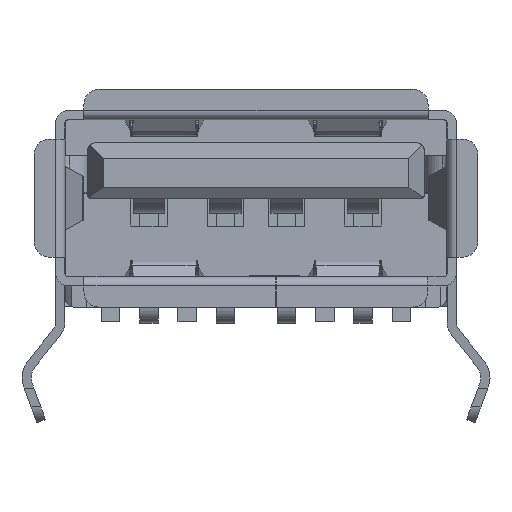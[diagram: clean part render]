
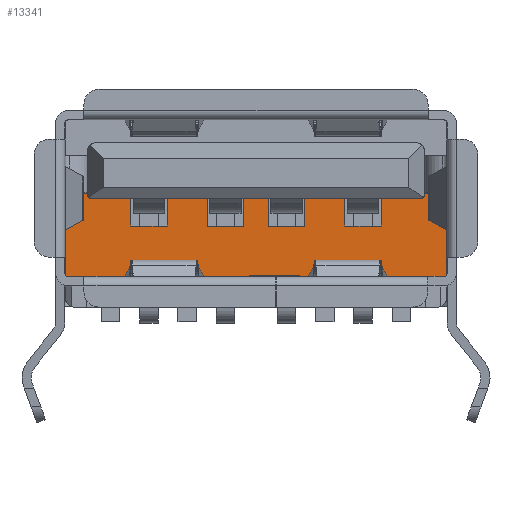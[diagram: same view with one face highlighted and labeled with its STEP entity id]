
A CAD part, front view. The second image highlights one B-rep face of the part: STEP entity #13341.
In plain terms, the highlighted planar face has unit normal (0, -1, 0).
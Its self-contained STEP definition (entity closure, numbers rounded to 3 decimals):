
#751=CIRCLE('',#14589,0.1);
#752=CIRCLE('',#14590,0.1);
#3677=ORIENTED_EDGE('',*,*,#6190,.T.);
#3678=ORIENTED_EDGE('',*,*,#6191,.T.);
#3679=ORIENTED_EDGE('',*,*,#6168,.T.);
#3680=ORIENTED_EDGE('',*,*,#6178,.T.);
#3681=ORIENTED_EDGE('',*,*,#6192,.F.);
#3682=ORIENTED_EDGE('',*,*,#6193,.F.);
#3683=ORIENTED_EDGE('',*,*,#6194,.T.);
#3684=ORIENTED_EDGE('',*,*,#6195,.F.);
#3685=ORIENTED_EDGE('',*,*,#6196,.F.);
#3686=ORIENTED_EDGE('',*,*,#6197,.F.);
#3687=ORIENTED_EDGE('',*,*,#6198,.F.);
#3688=ORIENTED_EDGE('',*,*,#6199,.F.);
#3689=ORIENTED_EDGE('',*,*,#6200,.F.);
#3690=ORIENTED_EDGE('',*,*,#6201,.F.);
#3691=ORIENTED_EDGE('',*,*,#6202,.F.);
#3692=ORIENTED_EDGE('',*,*,#6203,.F.);
#3693=ORIENTED_EDGE('',*,*,#6204,.T.);
#3694=ORIENTED_EDGE('',*,*,#6205,.T.);
#3695=ORIENTED_EDGE('',*,*,#6206,.T.);
#3696=ORIENTED_EDGE('',*,*,#6207,.F.);
#3697=ORIENTED_EDGE('',*,*,#6208,.T.);
#3698=ORIENTED_EDGE('',*,*,#6209,.T.);
#3699=ORIENTED_EDGE('',*,*,#6210,.T.);
#3700=ORIENTED_EDGE('',*,*,#6211,.F.);
#3701=ORIENTED_EDGE('',*,*,#6212,.T.);
#3702=ORIENTED_EDGE('',*,*,#6213,.F.);
#3703=ORIENTED_EDGE('',*,*,#6214,.T.);
#3704=ORIENTED_EDGE('',*,*,#6115,.T.);
#3705=ORIENTED_EDGE('',*,*,#6161,.T.);
#3706=ORIENTED_EDGE('',*,*,#6215,.T.);
#6115=EDGE_CURVE('',#7532,#7531,#8871,.T.);
#6161=EDGE_CURVE('',#7531,#7574,#8916,.T.);
#6168=EDGE_CURVE('',#7580,#7579,#8923,.T.);
#6178=EDGE_CURVE('',#7579,#7589,#8933,.T.);
#6190=EDGE_CURVE('',#7599,#7600,#8945,.T.);
#6191=EDGE_CURVE('',#7600,#7580,#8946,.T.);
#6192=EDGE_CURVE('',#7601,#7589,#8947,.T.);
#6193=EDGE_CURVE('',#7602,#7601,#8948,.T.);
#6194=EDGE_CURVE('',#7602,#7603,#751,.F.);
#6195=EDGE_CURVE('',#7604,#7603,#8949,.T.);
#6196=EDGE_CURVE('',#7605,#7604,#8950,.T.);
#6197=EDGE_CURVE('',#7606,#7605,#8951,.T.);
#6198=EDGE_CURVE('',#7607,#7606,#8952,.T.);
#6199=EDGE_CURVE('',#7608,#7607,#8953,.T.);
#6200=EDGE_CURVE('',#7609,#7608,#8954,.T.);
#6201=EDGE_CURVE('',#7610,#7609,#8955,.T.);
#6202=EDGE_CURVE('',#7611,#7610,#8956,.T.);
#6203=EDGE_CURVE('',#7612,#7611,#8957,.T.);
#6204=EDGE_CURVE('',#7612,#7613,#8958,.T.);
#6205=EDGE_CURVE('',#7613,#7614,#8959,.T.);
#6206=EDGE_CURVE('',#7614,#7615,#8960,.T.);
#6207=EDGE_CURVE('',#7616,#7615,#8961,.T.);
#6208=EDGE_CURVE('',#7616,#7617,#8962,.T.);
#6209=EDGE_CURVE('',#7617,#7618,#8963,.T.);
#6210=EDGE_CURVE('',#7618,#7619,#8964,.T.);
#6211=EDGE_CURVE('',#7620,#7619,#8965,.T.);
#6212=EDGE_CURVE('',#7620,#7621,#752,.F.);
#6213=EDGE_CURVE('',#7622,#7621,#8966,.T.);
#6214=EDGE_CURVE('',#7622,#7532,#8967,.T.);
#6215=EDGE_CURVE('',#7574,#7599,#8968,.T.);
#7531=VERTEX_POINT('',#22032);
#7532=VERTEX_POINT('',#22034);
#7574=VERTEX_POINT('',#22126);
#7579=VERTEX_POINT('',#22137);
#7580=VERTEX_POINT('',#22139);
#7589=VERTEX_POINT('',#22158);
#7599=VERTEX_POINT('',#22183);
#7600=VERTEX_POINT('',#22184);
#7601=VERTEX_POINT('',#22187);
#7602=VERTEX_POINT('',#22189);
#7603=VERTEX_POINT('',#22191);
#7604=VERTEX_POINT('',#22193);
#7605=VERTEX_POINT('',#22195);
#7606=VERTEX_POINT('',#22197);
#7607=VERTEX_POINT('',#22199);
#7608=VERTEX_POINT('',#22201);
#7609=VERTEX_POINT('',#22203);
#7610=VERTEX_POINT('',#22205);
#7611=VERTEX_POINT('',#22207);
#7612=VERTEX_POINT('',#22209);
#7613=VERTEX_POINT('',#22211);
#7614=VERTEX_POINT('',#22213);
#7615=VERTEX_POINT('',#22215);
#7616=VERTEX_POINT('',#22217);
#7617=VERTEX_POINT('',#22219);
#7618=VERTEX_POINT('',#22221);
#7619=VERTEX_POINT('',#22223);
#7620=VERTEX_POINT('',#22225);
#7621=VERTEX_POINT('',#22227);
#7622=VERTEX_POINT('',#22229);
#8871=LINE('',#22033,#10353);
#8916=LINE('',#22125,#10398);
#8923=LINE('',#22138,#10405);
#8933=LINE('',#22159,#10415);
#8945=LINE('',#22182,#10427);
#8946=LINE('',#22185,#10428);
#8947=LINE('',#22186,#10429);
#8948=LINE('',#22188,#10430);
#8949=LINE('',#22192,#10431);
#8950=LINE('',#22194,#10432);
#8951=LINE('',#22196,#10433);
#8952=LINE('',#22198,#10434);
#8953=LINE('',#22200,#10435);
#8954=LINE('',#22202,#10436);
#8955=LINE('',#22204,#10437);
#8956=LINE('',#22206,#10438);
#8957=LINE('',#22208,#10439);
#8958=LINE('',#22210,#10440);
#8959=LINE('',#22212,#10441);
#8960=LINE('',#22214,#10442);
#8961=LINE('',#22216,#10443);
#8962=LINE('',#22218,#10444);
#8963=LINE('',#22220,#10445);
#8964=LINE('',#22222,#10446);
#8965=LINE('',#22224,#10447);
#8966=LINE('',#22228,#10448);
#8967=LINE('',#22230,#10449);
#8968=LINE('',#22231,#10450);
#10353=VECTOR('',#17366,1000.);
#10398=VECTOR('',#17421,1000.);
#10405=VECTOR('',#17428,1000.);
#10415=VECTOR('',#17440,1000.);
#10427=VECTOR('',#17456,1000.);
#10428=VECTOR('',#17457,1000.);
#10429=VECTOR('',#17458,1000.);
#10430=VECTOR('',#17459,1000.);
#10431=VECTOR('',#17462,1000.);
#10432=VECTOR('',#17463,1000.);
#10433=VECTOR('',#17464,1000.);
#10434=VECTOR('',#17465,1000.);
#10435=VECTOR('',#17466,1000.);
#10436=VECTOR('',#17467,1000.);
#10437=VECTOR('',#17468,1000.);
#10438=VECTOR('',#17469,1000.);
#10439=VECTOR('',#17470,1000.);
#10440=VECTOR('',#17471,1000.);
#10441=VECTOR('',#17472,1000.);
#10442=VECTOR('',#17473,1000.);
#10443=VECTOR('',#17474,1000.);
#10444=VECTOR('',#17475,1000.);
#10445=VECTOR('',#17476,1000.);
#10446=VECTOR('',#17477,1000.);
#10447=VECTOR('',#17478,1000.);
#10448=VECTOR('',#17481,1000.);
#10449=VECTOR('',#17482,1000.);
#10450=VECTOR('',#17483,1000.);
#11423=EDGE_LOOP('',(#3677,#3678,#3679,#3680,#3681,#3682,#3683,#3684,#3685,
#3686,#3687,#3688,#3689,#3690,#3691,#3692,#3693,#3694,#3695,#3696,#3697,
#3698,#3699,#3700,#3701,#3702,#3703,#3704,#3705,#3706));
#12165=FACE_BOUND('',#11423,.T.);
#12643=PLANE('',#14588);
#13341=ADVANCED_FACE('',(#12165),#12643,.T.);
#14588=AXIS2_PLACEMENT_3D('',#22181,#17454,#17455);
#14589=AXIS2_PLACEMENT_3D('',#22190,#17460,#17461);
#14590=AXIS2_PLACEMENT_3D('',#22226,#17479,#17480);
#17366=DIRECTION('',(0.,0.,1.));
#17421=DIRECTION('',(-1.,0.,0.));
#17428=DIRECTION('',(-1.,0.,0.));
#17440=DIRECTION('',(0.,0.,-1.));
#17454=DIRECTION('',(0.,-1.,0.));
#17455=DIRECTION('',(0.,0.,-1.));
#17456=DIRECTION('',(-1.,0.,0.));
#17457=DIRECTION('',(0.,0.,1.));
#17458=DIRECTION('',(-1.,0.,0.));
#17459=DIRECTION('',(0.,0.,-1.));
#17460=DIRECTION('',(0.,-1.,0.));
#17461=DIRECTION('',(0.,0.,-1.));
#17462=DIRECTION('',(-1.,0.,0.));
#17463=DIRECTION('',(0.,0.,-1.));
#17464=DIRECTION('',(-1.,0.,0.));
#17465=DIRECTION('',(0.,0.,1.));
#17466=DIRECTION('',(-1.,0.,0.));
#17467=DIRECTION('',(0.,0.,-1.));
#17468=DIRECTION('',(-1.,0.,0.));
#17469=DIRECTION('',(0.,0.,1.));
#17470=DIRECTION('',(-1.,0.,0.));
#17471=DIRECTION('',(0.,0.,1.));
#17472=DIRECTION('',(1.,0.,0.));
#17473=DIRECTION('',(0.,0.,-1.));
#17474=DIRECTION('',(-1.,0.,0.));
#17475=DIRECTION('',(0.,0.,1.));
#17476=DIRECTION('',(1.,0.,0.));
#17477=DIRECTION('',(0.,0.,-1.));
#17478=DIRECTION('',(-1.,0.,0.));
#17479=DIRECTION('',(0.,-1.,0.));
#17480=DIRECTION('',(0.,0.,-1.));
#17481=DIRECTION('',(0.,0.,1.));
#17482=DIRECTION('',(1.,0.,0.));
#17483=DIRECTION('',(0.,0.,-1.));
#22032=CARTESIAN_POINT('',(6.23,-4.75,3.46));
#22033=CARTESIAN_POINT('',(6.23,-4.75,-1.97));
#22034=CARTESIAN_POINT('',(6.23,-4.75,0.43));
#22125=CARTESIAN_POINT('',(-6.23,-4.75,3.46));
#22126=CARTESIAN_POINT('',(0.225,-4.75,3.46));
#22137=CARTESIAN_POINT('',(-6.23,-4.75,3.46));
#22138=CARTESIAN_POINT('',(-6.23,-4.75,3.46));
#22139=CARTESIAN_POINT('',(-1.425,-4.75,3.46));
#22158=CARTESIAN_POINT('',(-6.23,-4.75,0.43));
#22159=CARTESIAN_POINT('',(-6.23,-4.75,1.97));
#22181=CARTESIAN_POINT('',(-6.23,-4.75,-1.97));
#22182=CARTESIAN_POINT('',(0.225,-4.75,3.12));
#22183=CARTESIAN_POINT('',(0.225,-4.75,3.12));
#22184=CARTESIAN_POINT('',(-1.425,-4.75,3.12));
#22185=CARTESIAN_POINT('',(-1.425,-4.75,3.12));
#22186=CARTESIAN_POINT('',(-5.5,-4.75,0.43));
#22187=CARTESIAN_POINT('',(-5.5,-4.75,0.43));
#22188=CARTESIAN_POINT('',(-5.5,-4.75,-1.97));
#22189=CARTESIAN_POINT('',(-5.5,-4.75,0.49));
#22190=CARTESIAN_POINT('',(-5.4,-4.75,0.49));
#22191=CARTESIAN_POINT('',(-5.4,-4.75,0.59));
#22192=CARTESIAN_POINT('',(-6.23,-4.75,0.59));
#22193=CARTESIAN_POINT('',(-4.1,-4.75,0.59));
#22194=CARTESIAN_POINT('',(-4.1,-4.75,-1.97));
#22195=CARTESIAN_POINT('',(-4.1,-4.75,1.5));
#22196=CARTESIAN_POINT('',(-6.23,-4.75,1.5));
#22197=CARTESIAN_POINT('',(-2.9,-4.75,1.5));
#22198=CARTESIAN_POINT('',(-2.9,-4.75,-1.97));
#22199=CARTESIAN_POINT('',(-2.9,-4.75,0.59));
#22200=CARTESIAN_POINT('',(-6.23,-4.75,0.59));
#22201=CARTESIAN_POINT('',(-1.6,-4.75,0.59));
#22202=CARTESIAN_POINT('',(-1.6,-4.75,-1.97));
#22203=CARTESIAN_POINT('',(-1.6,-4.75,1.5));
#22204=CARTESIAN_POINT('',(-6.23,-4.75,1.5));
#22205=CARTESIAN_POINT('',(-0.4,-4.75,1.5));
#22206=CARTESIAN_POINT('',(-0.4,-4.75,-1.97));
#22207=CARTESIAN_POINT('',(-0.4,-4.75,0.59));
#22208=CARTESIAN_POINT('',(-6.23,-4.75,0.59));
#22209=CARTESIAN_POINT('',(0.4,-4.75,0.59));
#22210=CARTESIAN_POINT('',(0.4,-4.75,-1.97));
#22211=CARTESIAN_POINT('',(0.4,-4.75,1.5));
#22212=CARTESIAN_POINT('',(-6.23,-4.75,1.5));
#22213=CARTESIAN_POINT('',(1.6,-4.75,1.5));
#22214=CARTESIAN_POINT('',(1.6,-4.75,-1.97));
#22215=CARTESIAN_POINT('',(1.6,-4.75,0.59));
#22216=CARTESIAN_POINT('',(-6.23,-4.75,0.59));
#22217=CARTESIAN_POINT('',(2.9,-4.75,0.59));
#22218=CARTESIAN_POINT('',(2.9,-4.75,-1.97));
#22219=CARTESIAN_POINT('',(2.9,-4.75,1.5));
#22220=CARTESIAN_POINT('',(-6.23,-4.75,1.5));
#22221=CARTESIAN_POINT('',(4.1,-4.75,1.5));
#22222=CARTESIAN_POINT('',(4.1,-4.75,-1.97));
#22223=CARTESIAN_POINT('',(4.1,-4.75,0.59));
#22224=CARTESIAN_POINT('',(-6.23,-4.75,0.59));
#22225=CARTESIAN_POINT('',(5.4,-4.75,0.59));
#22226=CARTESIAN_POINT('',(5.4,-4.75,0.49));
#22227=CARTESIAN_POINT('',(5.5,-4.75,0.49));
#22228=CARTESIAN_POINT('',(5.5,-4.75,-1.97));
#22229=CARTESIAN_POINT('',(5.5,-4.75,0.43));
#22230=CARTESIAN_POINT('',(5.5,-4.75,0.43));
#22231=CARTESIAN_POINT('',(0.225,-4.75,3.46));
